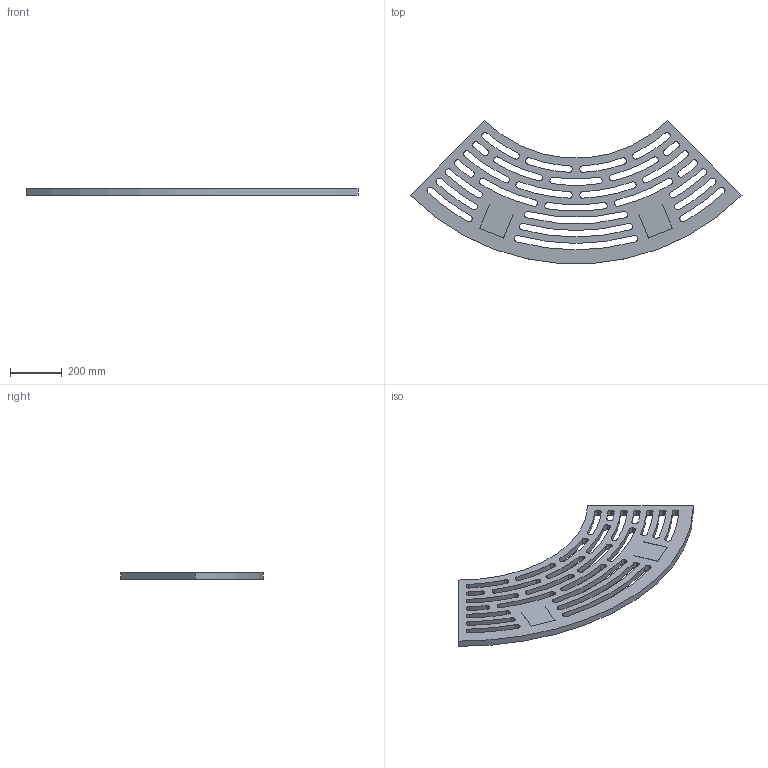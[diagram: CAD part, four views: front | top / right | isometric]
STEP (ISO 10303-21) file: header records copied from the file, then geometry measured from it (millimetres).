
FILE_DESCRIPTION (( 'STEP AP203' ), '1' );
FILE_NAME ('3997-20_REV_.step', '2026-02-22T04:59:47', ( '' ), ( '' ), 'SwSTEP 2.0', 'SolidWorks 2025', '' );
FILE_SCHEMA (( 'CONFIG_CONTROL_DESIGN' ));
Length unit declared in the file: millimetre
Products named in the file (1): 3997-20_REV_
Bounding box: 1286.93 x 554.13 x 25 mm (x, y, z)
Volume: 7596746.7 mm3; surface area: 993637.2 mm2
Topology: 1 solids, 1 shells, 283 faces, 837 edges, 558 vertices
Faces by surface type: cone 205, plane 76, cylinder 2
Entity records: 9850 total; most frequent: DIRECTION 1819, CARTESIAN_POINT 1679, ORIENTED_EDGE 1674, EDGE_CURVE 837, AXIS2_PLACEMENT_3D 698, VERTEX_POINT 558, VECTOR 423, LINE 423
